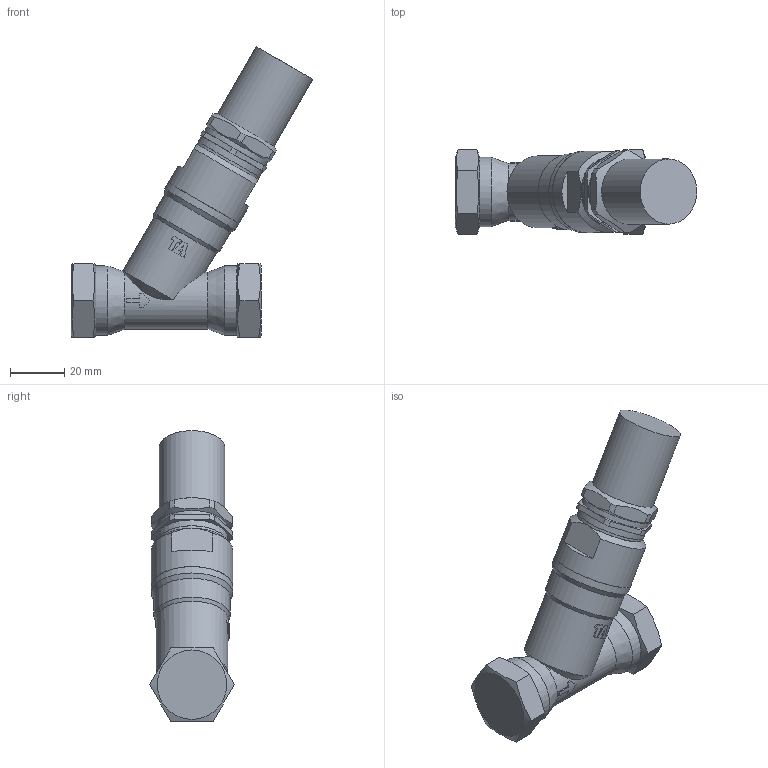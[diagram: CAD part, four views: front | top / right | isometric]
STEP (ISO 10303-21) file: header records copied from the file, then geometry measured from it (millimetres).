
FILE_DESCRIPTION( ( 'Unknown' ), '1' );
FILE_NAME( '52198315.stp', 'Unknown', ( 'Unknown' ), ( 'Unknown' ), 'XStep 1.0', 'Unknown', ' ' );
FILE_SCHEMA( ( 'CONFIG_CONTROL_DESIGN' ) );
Length unit declared in the file: millimetre
Products named in the file (1): 1
Bounding box: 88.89 x 31.18 x 106.97 mm (x, y, z)
Volume: 83111.9 mm3; surface area: 14954.3 mm2
Topology: 1 solids, 1 shells, 112 faces, 289 edges, 188 vertices
Faces by surface type: plane 71, cylinder 27, cone 14
Full cylindrical faces by diameter (mm): 21 x1, 24 x1, 25.5 x2, 25.9 x1, 26 x2, 26.5 x1, 28 x1, 30 x2
Entity records: 3664 total; most frequent: CARTESIAN_POINT 1030, DIRECTION 543, ORIENTED_EDGE 514, EDGE_CURVE 257, AXIS2_PLACEMENT_3D 217, VERTEX_POINT 178, EDGE_LOOP 143, FACE_OUTER_BOUND 123
